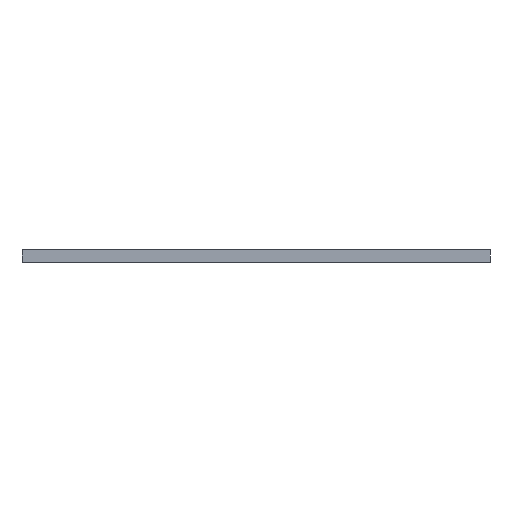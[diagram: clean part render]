
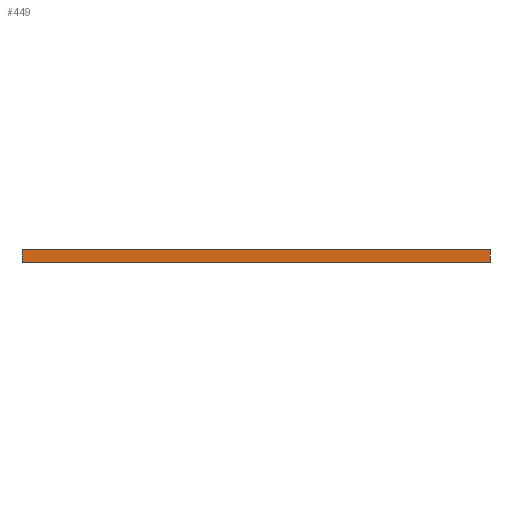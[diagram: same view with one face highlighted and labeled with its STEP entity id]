
A CAD part, left-side view. The second image highlights one B-rep face of the part: STEP entity #449.
In plain terms, the highlighted planar face has unit normal (-1, 0, 0).
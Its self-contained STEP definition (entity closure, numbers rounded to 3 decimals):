
#13 = DIRECTION ( 'NONE',  ( 0., 0., -1. ) ) ;
#33 = ORIENTED_EDGE ( 'NONE', *, *, #490, .T. ) ;
#149 = EDGE_CURVE ( 'NONE', #1683, #915, #718, .T. ) ;
#157 = DIRECTION ( 'NONE',  ( 0., 1., 0. ) ) ;
#160 = LINE ( 'NONE', #1519, #1322 ) ;
#164 = AXIS2_PLACEMENT_3D ( 'NONE', #553, #1785, #1118 ) ;
#176 = CARTESIAN_POINT ( 'NONE',  ( -114.173, -59.69, 3.175 ) ) ;
#265 = EDGE_LOOP ( 'NONE', ( #786, #1728, #33, #954 ) ) ;
#447 = EDGE_CURVE ( 'NONE', #915, #1273, #160, .T. ) ;
#449 = ADVANCED_FACE ( 'NONE', ( #1597 ), #711, .T. ) ;
#459 = DIRECTION ( 'NONE',  ( 0., 0., -1. ) ) ;
#475 = VECTOR ( 'NONE', #13, 1000. ) ;
#490 = EDGE_CURVE ( 'NONE', #1683, #654, #1638, .T. ) ;
#553 = CARTESIAN_POINT ( 'NONE',  ( -114.173, 0., 3.175 ) ) ;
#654 = VERTEX_POINT ( 'NONE', #901 ) ;
#711 = PLANE ( 'NONE',  #164 ) ;
#718 = LINE ( 'NONE', #176, #1109 ) ;
#725 = CARTESIAN_POINT ( 'NONE',  ( -114.173, -59.69, 0. ) ) ;
#776 = LINE ( 'NONE', #1406, #475 ) ;
#786 = ORIENTED_EDGE ( 'NONE', *, *, #447, .F. ) ;
#856 = EDGE_CURVE ( 'NONE', #654, #1273, #776, .T. ) ;
#877 = CARTESIAN_POINT ( 'NONE',  ( -114.173, -59.69, 3.175 ) ) ;
#901 = CARTESIAN_POINT ( 'NONE',  ( -114.173, 59.69, 3.175 ) ) ;
#915 = VERTEX_POINT ( 'NONE', #725 ) ;
#954 = ORIENTED_EDGE ( 'NONE', *, *, #856, .T. ) ;
#1109 = VECTOR ( 'NONE', #459, 1000. ) ;
#1118 = DIRECTION ( 'NONE',  ( 0., -1., 0. ) ) ;
#1143 = CARTESIAN_POINT ( 'NONE',  ( -114.173, 0., 3.175 ) ) ;
#1273 = VERTEX_POINT ( 'NONE', #1780 ) ;
#1322 = VECTOR ( 'NONE', #1781, 1000. ) ;
#1406 = CARTESIAN_POINT ( 'NONE',  ( -114.173, 59.69, 3.175 ) ) ;
#1519 = CARTESIAN_POINT ( 'NONE',  ( -114.173, 0., 0. ) ) ;
#1597 = FACE_OUTER_BOUND ( 'NONE', #265, .T. ) ;
#1638 = LINE ( 'NONE', #1143, #1662 ) ;
#1662 = VECTOR ( 'NONE', #157, 1000. ) ;
#1683 = VERTEX_POINT ( 'NONE', #877 ) ;
#1728 = ORIENTED_EDGE ( 'NONE', *, *, #149, .F. ) ;
#1780 = CARTESIAN_POINT ( 'NONE',  ( -114.173, 59.69, 0. ) ) ;
#1781 = DIRECTION ( 'NONE',  ( 0., 1., 0. ) ) ;
#1785 = DIRECTION ( 'NONE',  ( -1., 0., 0. ) ) ;
